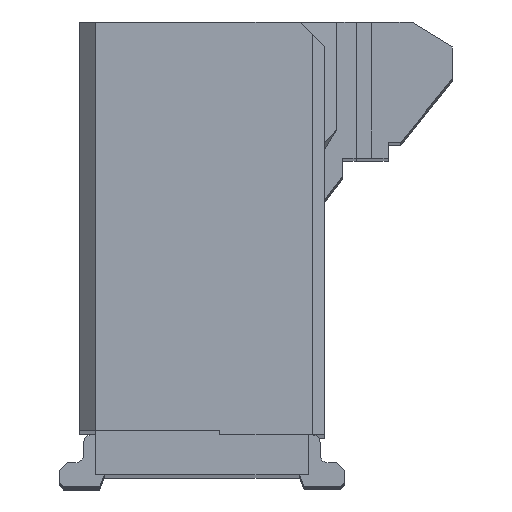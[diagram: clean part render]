
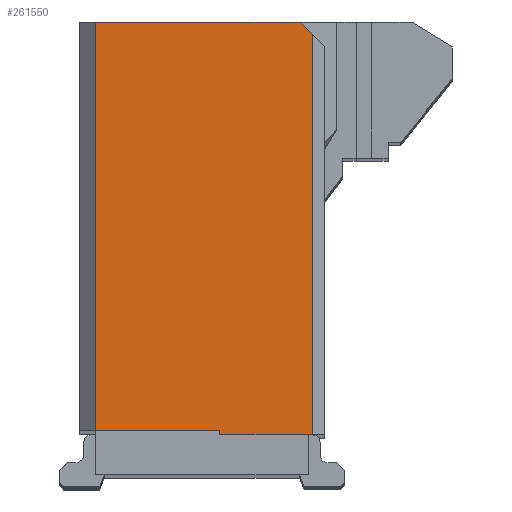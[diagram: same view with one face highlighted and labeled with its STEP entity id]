
A CAD part, top view. The second image highlights one B-rep face of the part: STEP entity #261550.
In plain terms, the highlighted planar face has unit normal (0, 0, 1).
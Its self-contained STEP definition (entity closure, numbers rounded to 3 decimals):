
#132950=CARTESIAN_POINT('',(49.068,3.928,
6.395));
#132960=VERTEX_POINT('',#132950);
#132990=CARTESIAN_POINT('',(60.996,-8.,6.395));
#133000=DIRECTION('',(-0.707,0.707,0.));
#133010=VECTOR('',#133000,1.);
#133020=LINE('',#132990,#133010);
#133030=CARTESIAN_POINT('',(48.918,4.078,
6.395));
#133040=VERTEX_POINT('',#133030);
#133050=EDGE_CURVE('',#132960,#133040,#133020,.T.);
#230800=CARTESIAN_POINT('',(46.368,1.528,
6.395));
#230810=DIRECTION('',(0.,-1.,0.));
#230820=VECTOR('',#230810,1.);
#230830=LINE('',#230800,#230820);
#230840=CARTESIAN_POINT('',(46.368,4.078,
6.395));
#230850=VERTEX_POINT('',#230840);
#230860=CARTESIAN_POINT('',(46.368,-1.022,
6.395));
#230870=VERTEX_POINT('',#230860);
#230880=EDGE_CURVE('',#230850,#230870,#230830,.T.);
#261100=CARTESIAN_POINT('',(48.001,3.207,
6.395));
#261110=DIRECTION('',(0.,0.,-1.));
#261120=DIRECTION('',(-1.,0.,0.));
#261130=AXIS2_PLACEMENT_3D('',#261100,#261110,#261120);
#261140=PLANE('',#261130);
#261150=ORIENTED_EDGE('',*,*,#230880,.T.);
#261160=CARTESIAN_POINT('',(48.518,4.078,
6.395));
#261170=DIRECTION('',(-1.,0.,0.));
#261180=VECTOR('',#261170,1.);
#261190=LINE('',#261160,#261180);
#261200=EDGE_CURVE('',#133040,#230850,#261190,.T.);
#261210=ORIENTED_EDGE('',*,*,#261200,.T.);
#261220=ORIENTED_EDGE('',*,*,#133050,.T.);
#261230=CARTESIAN_POINT('',(49.068,1.353,
6.395));
#261240=DIRECTION('',(0.,-1.,0.));
#261250=VECTOR('',#261240,1.);
#261260=LINE('',#261230,#261250);
#261270=CARTESIAN_POINT('',(49.068,-1.072,
6.395));
#261280=VERTEX_POINT('',#261270);
#261290=EDGE_CURVE('',#132960,#261280,#261260,.T.);
#261300=ORIENTED_EDGE('',*,*,#261290,.F.);
#261310=CARTESIAN_POINT('',(36.,-1.072,6.395));
#261320=DIRECTION('',(1.,0.,0.));
#261330=VECTOR('',#261320,1.);
#261340=LINE('',#261310,#261330);
#261350=CARTESIAN_POINT('',(47.918,-1.072,
6.395));
#261360=VERTEX_POINT('',#261350);
#261370=EDGE_CURVE('',#261360,#261280,#261340,.T.);
#261380=ORIENTED_EDGE('',*,*,#261370,.T.);
#261390=CARTESIAN_POINT('',(47.918,-8.,6.395));
#261400=DIRECTION('',(0.,1.,0.));
#261410=VECTOR('',#261400,1.);
#261420=LINE('',#261390,#261410);
#261430=CARTESIAN_POINT('',(47.918,-1.022,
6.395));
#261440=VERTEX_POINT('',#261430);
#261450=EDGE_CURVE('',#261360,#261440,#261420,.T.);
#261460=ORIENTED_EDGE('',*,*,#261450,.F.);
#261470=CARTESIAN_POINT('',(36.,-1.022,6.395));
#261480=DIRECTION('',(1.,0.,0.));
#261490=VECTOR('',#261480,1.);
#261500=LINE('',#261470,#261490);
#261510=EDGE_CURVE('',#230870,#261440,#261500,.T.);
#261520=ORIENTED_EDGE('',*,*,#261510,.T.);
#261530=EDGE_LOOP('',(#261520,#261460,#261380,#261300,#261220,#261210,
#261150));
#261540=FACE_OUTER_BOUND('',#261530,.T.);
#261550=ADVANCED_FACE('',(#261540),#261140,.F.);
